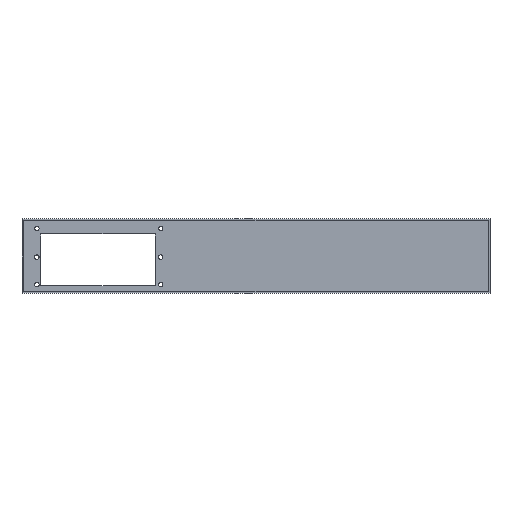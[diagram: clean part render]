
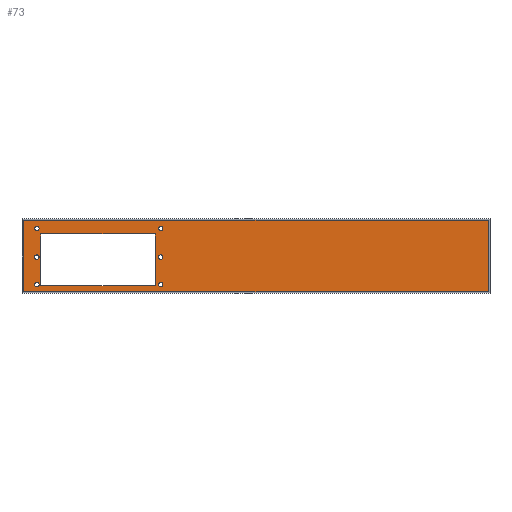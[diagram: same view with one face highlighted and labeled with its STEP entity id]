
A CAD part, top view. The second image highlights one B-rep face of the part: STEP entity #73.
In plain terms, the highlighted planar face has unit normal (0, 0, 1).
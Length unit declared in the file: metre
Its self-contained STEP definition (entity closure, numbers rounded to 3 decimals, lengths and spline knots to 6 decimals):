
#73=ADVANCED_FACE('2:3870',(#123,#124,#125,#126,#127,#128,#129,#130),#131,.T.);
#123=FACE_BOUND('',#196,.T.);
#124=FACE_BOUND('',#197,.T.);
#125=FACE_BOUND('',#198,.T.);
#126=FACE_OUTER_BOUND('',#199,.T.);
#127=FACE_BOUND('',#200,.T.);
#128=FACE_BOUND('',#201,.T.);
#129=FACE_BOUND('',#202,.T.);
#130=FACE_BOUND('',#203,.T.);
#131=PLANE('',#204);
#196=EDGE_LOOP('',(#338,#339));
#197=EDGE_LOOP('',(#340,#341));
#198=EDGE_LOOP('',(#342,#343));
#199=EDGE_LOOP('',(#344,#345,#346,#347));
#200=EDGE_LOOP('',(#348,#349,#350,#351));
#201=EDGE_LOOP('',(#352,#353));
#202=EDGE_LOOP('',(#354,#355));
#203=EDGE_LOOP('',(#356,#357));
#204=AXIS2_PLACEMENT_3D('',#358,#359,#360);
#338=ORIENTED_EDGE('',*,*,#529,.F.);
#339=ORIENTED_EDGE('',*,*,#495,.F.);
#340=ORIENTED_EDGE('',*,*,#530,.F.);
#341=ORIENTED_EDGE('',*,*,#487,.F.);
#342=ORIENTED_EDGE('',*,*,#531,.F.);
#343=ORIENTED_EDGE('',*,*,#479,.F.);
#344=ORIENTED_EDGE('',*,*,#532,.T.);
#345=ORIENTED_EDGE('',*,*,#528,.F.);
#346=ORIENTED_EDGE('',*,*,#533,.F.);
#347=ORIENTED_EDGE('',*,*,#534,.T.);
#348=ORIENTED_EDGE('',*,*,#535,.F.);
#349=ORIENTED_EDGE('',*,*,#536,.F.);
#350=ORIENTED_EDGE('',*,*,#537,.F.);
#351=ORIENTED_EDGE('',*,*,#538,.F.);
#352=ORIENTED_EDGE('',*,*,#539,.F.);
#353=ORIENTED_EDGE('',*,*,#483,.F.);
#354=ORIENTED_EDGE('',*,*,#540,.F.);
#355=ORIENTED_EDGE('',*,*,#491,.F.);
#356=ORIENTED_EDGE('',*,*,#541,.F.);
#357=ORIENTED_EDGE('',*,*,#499,.F.);
#358=CARTESIAN_POINT('',(0.0,0.0,0.004));
#359=DIRECTION('',(0.0,0.0,1.0));
#360=DIRECTION('',(1.0,0.0,0.0));
#479=EDGE_CURVE('5:2404',#560,#554,#562,.T.);
#483=EDGE_CURVE('5:3101',#568,#564,#570,.T.);
#487=EDGE_CURVE('5:3736',#576,#572,#578,.T.);
#491=EDGE_CURVE('5:4978',#584,#580,#586,.T.);
#495=EDGE_CURVE('5:5776',#592,#588,#594,.T.);
#499=EDGE_CURVE('5:6621',#600,#596,#602,.T.);
#528=EDGE_CURVE('2:3893',#647,#645,#649,.T.);
#529=EDGE_CURVE('5:5776',#588,#592,#650,.T.);
#530=EDGE_CURVE('5:3736',#572,#576,#651,.T.);
#531=EDGE_CURVE('5:2404',#554,#560,#652,.T.);
#532=EDGE_CURVE('2:7585',#653,#645,#654,.T.);
#533=EDGE_CURVE('2:2772',#655,#647,#656,.T.);
#534=EDGE_CURVE('2:3883',#655,#653,#657,.T.);
#535=EDGE_CURVE('3:4769',#658,#659,#660,.T.);
#536=EDGE_CURVE('3:4760',#661,#658,#662,.T.);
#537=EDGE_CURVE('3:4763',#663,#661,#664,.T.);
#538=EDGE_CURVE('3:4766',#659,#663,#665,.T.);
#539=EDGE_CURVE('5:3101',#564,#568,#666,.T.);
#540=EDGE_CURVE('5:4978',#580,#584,#667,.T.);
#541=EDGE_CURVE('5:6621',#596,#600,#668,.T.);
#554=VERTEX_POINT('',#684);
#560=VERTEX_POINT('',#691);
#562=CIRCLE('',#694,0.002);
#564=VERTEX_POINT('',#696);
#568=VERTEX_POINT('',#701);
#570=CIRCLE('',#704,0.002);
#572=VERTEX_POINT('',#706);
#576=VERTEX_POINT('',#711);
#578=CIRCLE('',#714,0.002);
#580=VERTEX_POINT('',#716);
#584=VERTEX_POINT('',#721);
#586=CIRCLE('',#724,0.002);
#588=VERTEX_POINT('',#726);
#592=VERTEX_POINT('',#731);
#594=CIRCLE('',#734,0.002);
#596=VERTEX_POINT('',#736);
#600=VERTEX_POINT('',#741);
#602=CIRCLE('',#744,0.002);
#645=VERTEX_POINT('',#807);
#647=VERTEX_POINT('',#810);
#649=LINE('',#813,#814);
#650=CIRCLE('',#815,0.002);
#651=CIRCLE('',#816,0.002);
#652=CIRCLE('',#817,0.002);
#653=VERTEX_POINT('',#818);
#654=LINE('',#819,#820);
#655=VERTEX_POINT('',#821);
#656=LINE('',#822,#823);
#657=LINE('',#824,#825);
#658=VERTEX_POINT('',#826);
#659=VERTEX_POINT('',#827);
#660=LINE('',#828,#829);
#661=VERTEX_POINT('',#830);
#662=LINE('',#831,#832);
#663=VERTEX_POINT('',#833);
#664=LINE('',#834,#835);
#665=LINE('',#836,#837);
#666=CIRCLE('',#838,0.002);
#667=CIRCLE('',#839,0.002);
#668=CIRCLE('',#840,0.002);
#684=CARTESIAN_POINT('',(0.0155,0.008,0.004));
#691=CARTESIAN_POINT('',(0.0115,0.008,0.004));
#694=AXIS2_PLACEMENT_3D('',#873,#874,#875);
#696=CARTESIAN_POINT('',(0.0155,0.033,0.004));
#701=CARTESIAN_POINT('',(0.0115,0.033,0.004));
#704=AXIS2_PLACEMENT_3D('',#881,#882,#883);
#706=CARTESIAN_POINT('',(0.0155,0.059,0.004));
#711=CARTESIAN_POINT('',(0.0115,0.059,0.004));
#714=AXIS2_PLACEMENT_3D('',#889,#890,#891);
#716=CARTESIAN_POINT('',(0.128,0.008,0.004));
#721=CARTESIAN_POINT('',(0.124,0.008,0.004));
#724=AXIS2_PLACEMENT_3D('',#897,#898,#899);
#726=CARTESIAN_POINT('',(0.128,0.033,0.004));
#731=CARTESIAN_POINT('',(0.124,0.033,0.004));
#734=AXIS2_PLACEMENT_3D('',#905,#906,#907);
#736=CARTESIAN_POINT('',(0.128,0.059,0.004));
#741=CARTESIAN_POINT('',(0.124,0.059,0.004));
#744=AXIS2_PLACEMENT_3D('',#913,#914,#915);
#807=CARTESIAN_POINT('',(0.4235,0.0015,0.004));
#810=CARTESIAN_POINT('',(0.4235,0.0665,0.004));
#813=CARTESIAN_POINT('',(0.4235,0.083,0.004));
#814=VECTOR('',#956,1.0);
#815=AXIS2_PLACEMENT_3D('',#957,#958,#959);
#816=AXIS2_PLACEMENT_3D('',#960,#961,#962);
#817=AXIS2_PLACEMENT_3D('',#963,#964,#965);
#818=CARTESIAN_POINT('',(0.0015,0.0015,0.004));
#819=CARTESIAN_POINT('',(0.0105,0.0015,0.004));
#820=VECTOR('',#966,1.0);
#821=CARTESIAN_POINT('',(0.0015,0.0665,0.004));
#822=CARTESIAN_POINT('',(0.10675,0.0665,0.004));
#823=VECTOR('',#967,1.0);
#824=CARTESIAN_POINT('',(0.0015,0.02075,0.004));
#825=VECTOR('',#968,1.0);
#826=CARTESIAN_POINT('',(0.017,0.007,0.004));
#827=CARTESIAN_POINT('',(0.121,0.007,0.004));
#828=CARTESIAN_POINT('',(0.0345,0.007,0.004));
#829=VECTOR('',#969,1.0);
#830=CARTESIAN_POINT('',(0.017,0.054,0.004));
#831=CARTESIAN_POINT('',(0.017,0.01525,0.004));
#832=VECTOR('',#970,1.0);
#833=CARTESIAN_POINT('',(0.121,0.054,0.004));
#834=CARTESIAN_POINT('',(0.0345,0.054,0.004));
#835=VECTOR('',#971,1.0);
#836=CARTESIAN_POINT('',(0.121,0.01525,0.004));
#837=VECTOR('',#972,1.0);
#838=AXIS2_PLACEMENT_3D('',#973,#974,#975);
#839=AXIS2_PLACEMENT_3D('',#976,#977,#978);
#840=AXIS2_PLACEMENT_3D('',#979,#980,#981);
#873=CARTESIAN_POINT('',(0.0135,0.008,0.004));
#874=DIRECTION('',(0.0,0.0,1.0));
#875=DIRECTION('',(-1.0,0.0,-0.0));
#881=CARTESIAN_POINT('',(0.0135,0.033,0.004));
#882=DIRECTION('',(0.0,0.0,1.0));
#883=DIRECTION('',(-1.0,0.0,-0.0));
#889=CARTESIAN_POINT('',(0.0135,0.059,0.004));
#890=DIRECTION('',(0.0,0.0,1.0));
#891=DIRECTION('',(-1.0,0.0,-0.0));
#897=CARTESIAN_POINT('',(0.126,0.008,0.004));
#898=DIRECTION('',(0.0,0.0,1.0));
#899=DIRECTION('',(-1.0,0.0,-0.0));
#905=CARTESIAN_POINT('',(0.126,0.033,0.004));
#906=DIRECTION('',(0.0,0.0,1.0));
#907=DIRECTION('',(-1.0,0.0,-0.0));
#913=CARTESIAN_POINT('',(0.126,0.059,0.004));
#914=DIRECTION('',(0.0,0.0,1.0));
#915=DIRECTION('',(-1.0,0.0,-0.0));
#956=DIRECTION('',(0.0,-1.0,0.0));
#957=CARTESIAN_POINT('',(0.126,0.033,0.004));
#958=DIRECTION('',(0.0,0.0,1.0));
#959=DIRECTION('',(-1.0,0.0,-0.0));
#960=CARTESIAN_POINT('',(0.0135,0.059,0.004));
#961=DIRECTION('',(0.0,0.0,1.0));
#962=DIRECTION('',(-1.0,0.0,-0.0));
#963=CARTESIAN_POINT('',(0.0135,0.008,0.004));
#964=DIRECTION('',(0.0,0.0,1.0));
#965=DIRECTION('',(-1.0,0.0,-0.0));
#966=DIRECTION('',(1.0,0.0,0.0));
#967=DIRECTION('',(1.0,0.0,0.0));
#968=DIRECTION('',(0.0,-1.0,0.0));
#969=DIRECTION('',(1.0,0.0,0.0));
#970=DIRECTION('',(0.0,-1.0,0.0));
#971=DIRECTION('',(-1.0,0.0,0.0));
#972=DIRECTION('',(0.0,1.0,-0.0));
#973=CARTESIAN_POINT('',(0.0135,0.033,0.004));
#974=DIRECTION('',(0.0,0.0,1.0));
#975=DIRECTION('',(-1.0,0.0,-0.0));
#976=CARTESIAN_POINT('',(0.126,0.008,0.004));
#977=DIRECTION('',(0.0,0.0,1.0));
#978=DIRECTION('',(-1.0,0.0,-0.0));
#979=CARTESIAN_POINT('',(0.126,0.059,0.004));
#980=DIRECTION('',(0.0,0.0,1.0));
#981=DIRECTION('',(-1.0,0.0,-0.0));
